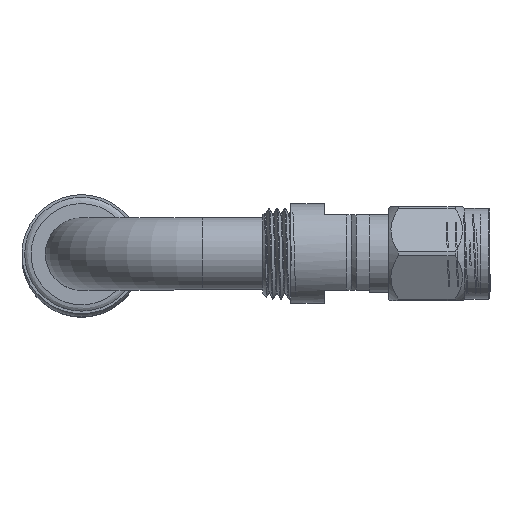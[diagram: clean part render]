
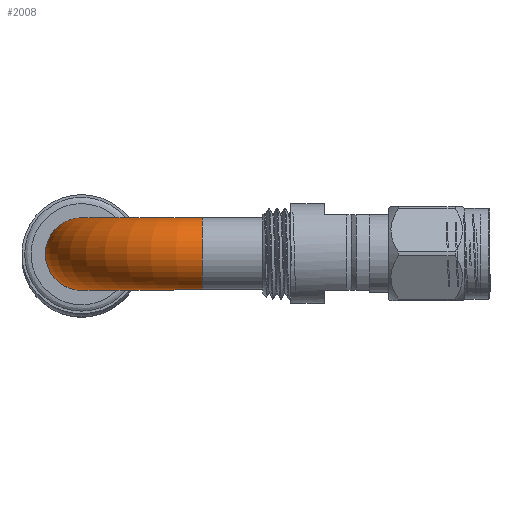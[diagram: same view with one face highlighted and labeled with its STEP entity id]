
A CAD part, top view. The second image highlights one B-rep face of the part: STEP entity #2008.
In plain terms, the highlighted toroidal (fillet/blend) face has major radius 10.16 mm and minor radius 3.048 mm.
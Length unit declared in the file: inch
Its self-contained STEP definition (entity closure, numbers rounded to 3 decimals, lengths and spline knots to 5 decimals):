
#479 = AXIS2_PLACEMENT_3D ( 'NONE', #4520, #1535, #5019 ) ;
#749 = EDGE_CURVE ( 'NONE', #1910, #1910, #5790, .T. ) ;
#852 = CIRCLE ( 'NONE', #479, 0.12 ) ;
#1256 = CARTESIAN_POINT ( 'NONE',  ( 0.4, 0., 4.335 ) ) ;
#1505 = EDGE_LOOP ( 'NONE', ( #5025 ) ) ;
#1535 = DIRECTION ( 'NONE',  ( -1., 0., 0. ) ) ;
#1562 = ORIENTED_EDGE ( 'NONE', *, *, #749, .F. ) ;
#1871 = CARTESIAN_POINT ( 'NONE',  ( 0.4, 0., 3.815 ) ) ;
#1886 = CARTESIAN_POINT ( 'NONE',  ( 0., 0., 3.815 ) ) ;
#1910 = VERTEX_POINT ( 'NONE', #2990 ) ;
#2008 = ADVANCED_FACE ( 'NONE', ( #6000, #2012 ), #5302, .T. ) ;
#2012 = FACE_OUTER_BOUND ( 'NONE', #3861, .T. ) ;
#2421 = EDGE_CURVE ( 'NONE', #5427, #5427, #852, .T. ) ;
#2990 = CARTESIAN_POINT ( 'NONE',  ( -0.12, 0., 3.815 ) ) ;
#3861 = EDGE_LOOP ( 'NONE', ( #1562 ) ) ;
#3918 = DIRECTION ( 'NONE',  ( 0., -1., 0. ) ) ;
#4520 = CARTESIAN_POINT ( 'NONE',  ( 0.4, 0., 4.215 ) ) ;
#5019 = DIRECTION ( 'NONE',  ( 0., 0., 1. ) ) ;
#5025 = ORIENTED_EDGE ( 'NONE', *, *, #2421, .T. ) ;
#5302 = TOROIDAL_SURFACE ( 'NONE', #5348, 0.4, 0.12 ) ;
#5348 = AXIS2_PLACEMENT_3D ( 'NONE', #1871, #3918, #6360 ) ;
#5374 = DIRECTION ( 'NONE',  ( 0., 0., -1. ) ) ;
#5427 = VERTEX_POINT ( 'NONE', #1256 ) ;
#5738 = AXIS2_PLACEMENT_3D ( 'NONE', #1886, #5374, #5886 ) ;
#5790 = CIRCLE ( 'NONE', #5738, 0.12 ) ;
#5886 = DIRECTION ( 'NONE',  ( -1., 0., 0. ) ) ;
#6000 = FACE_OUTER_BOUND ( 'NONE', #1505, .T. ) ;
#6360 = DIRECTION ( 'NONE',  ( 1., 0., 0. ) ) ;
